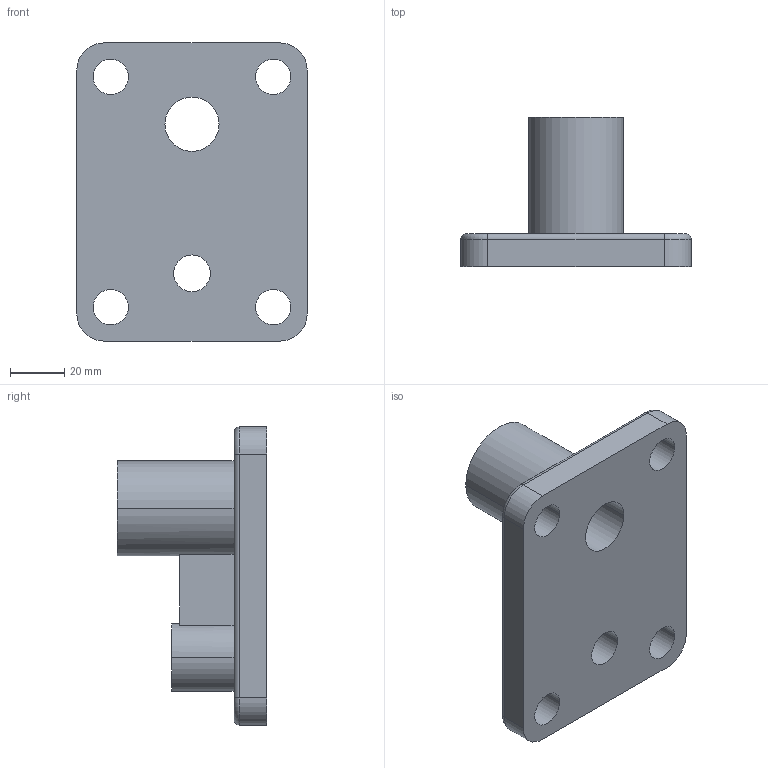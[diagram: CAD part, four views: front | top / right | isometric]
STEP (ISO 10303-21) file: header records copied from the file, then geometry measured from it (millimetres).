
FILE_DESCRIPTION((''),'2;1');
FILE_NAME('RYS_9_9','2018-03-08T22:34:26',('GKam'),(''),'CREO PARAMETRIC BY PTC INC, 2016510','CREO PARAMETRIC BY PTC INC, 2016510','');
FILE_SCHEMA(('AP242_MANAGED_MODEL_BASED_3D_ENGINEERING_MIM_LF { 1 0 10303 442 1 1 4 }'));
Length unit declared in the file: millimetre
Products named in the file (1): RYS_9_9
Bounding box: 85 x 55 x 110 mm (x, y, z)
Volume: 134215.1 mm3; surface area: 36017.7 mm2
Topology: 1 solids, 2 shells, 47 faces, 118 edges, 76 vertices
Faces by surface type: cylinder 28, plane 13, torus 4, cone 2
Entity records: 1781 total; most frequent: DIRECTION 310, CARTESIAN_POINT 262, ORIENTED_EDGE 232, AXIS2_PLACEMENT_3D 127, EDGE_CURVE 118, VERTEX_POINT 76, CIRCLE 68, EDGE_LOOP 62
